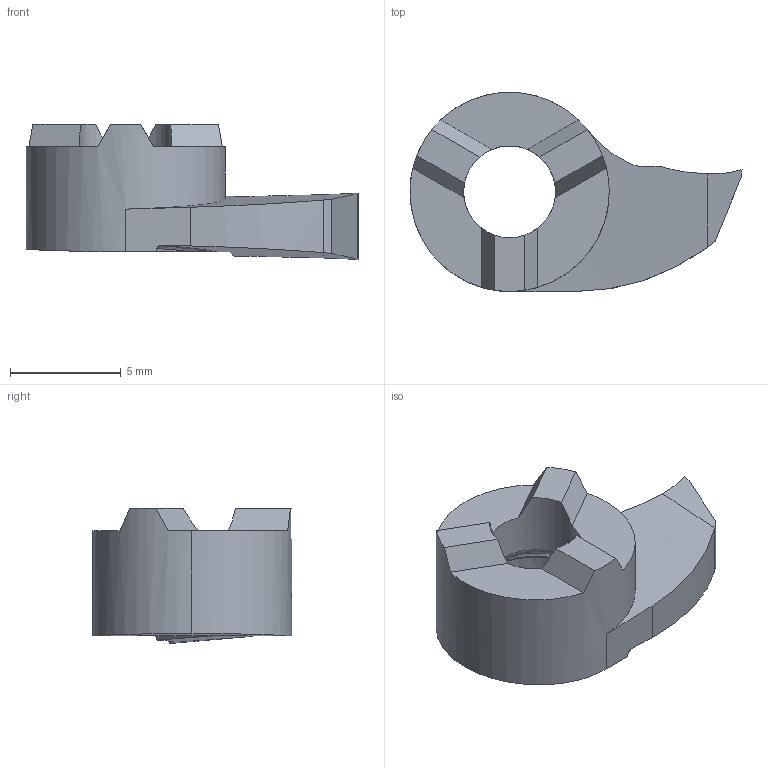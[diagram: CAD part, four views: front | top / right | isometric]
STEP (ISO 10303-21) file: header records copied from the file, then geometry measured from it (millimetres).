
FILE_DESCRIPTION(/* description */ (''),/* implementation_level */ '2;1');
FILE_NAME(/* name */ '1638004845546.stp',/* time_stamp */ '2021-11-27T14:51:00+05:00',/* author */ (''),/* organization */ ('SMS'),/* preprocessor_version */ 'ST-DEVELOPER v16.7',/* originating_system */ 'SIEMENS PLM Software NX 12.0',/* authorisation */ '');
FILE_SCHEMA (('AUTOMOTIVE_DESIGN { 1 0 10303 214 3 1 1 1 }'));
Length unit declared in the file: millimetre
Products named in the file (1): 203816651mod000_00
Bounding box: 15 x 9 x 6.1 mm (x, y, z)
Volume: 283.9 mm3; surface area: 424.2 mm2
Topology: 2 solids, 2 shells, 46 faces, 125 edges, 84 vertices
Faces by surface type: plane 21, cylinder 10, bspline 7, torus 4, cone 4
Entity records: 1636 total; most frequent: CARTESIAN_POINT 529, ORIENTED_EDGE 248, DIRECTION 189, EDGE_CURVE 124, VERTEX_POINT 80, AXIS2_PLACEMENT_3D 76, ADVANCED_FACE 46, FACE_OUTER_BOUND 46
